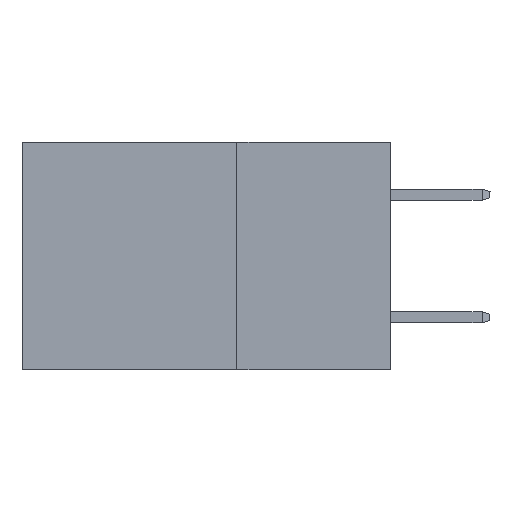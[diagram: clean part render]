
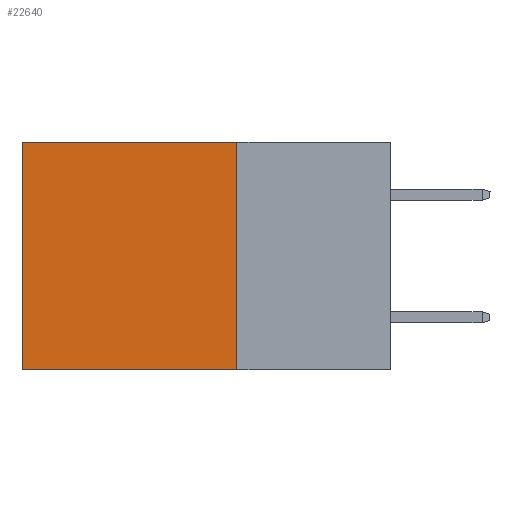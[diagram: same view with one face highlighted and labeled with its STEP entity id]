
A CAD part, left-side view. The second image highlights one B-rep face of the part: STEP entity #22640.
In plain terms, the highlighted planar face has unit normal (-1, 0, 0).
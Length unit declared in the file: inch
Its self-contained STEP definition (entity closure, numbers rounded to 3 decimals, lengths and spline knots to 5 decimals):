
#4550 = EDGE_CURVE ( 'NONE', #18652, #44875, #25025, .T. ) ;
#6240 = AXIS2_PLACEMENT_3D ( 'NONE', #30213, #8814, #33644 ) ;
#8192 = LINE ( 'NONE', #13013, #8762 ) ;
#8232 = VERTEX_POINT ( 'NONE', #32010 ) ;
#8762 = VECTOR ( 'NONE', #37545, 39.37008 ) ;
#8814 = DIRECTION ( 'NONE',  ( 1., 0., 0. ) ) ;
#8954 = DIRECTION ( 'NONE',  ( 0., 0., -1. ) ) ;
#11324 = CARTESIAN_POINT ( 'NONE',  ( 0.2875, 0.6, 0. ) ) ;
#11343 = VERTEX_POINT ( 'NONE', #17281 ) ;
#13013 = CARTESIAN_POINT ( 'NONE',  ( 0.2875, 0.25, -0.37 ) ) ;
#14569 = EDGE_CURVE ( 'NONE', #18652, #11343, #25645, .T. ) ;
#17281 = CARTESIAN_POINT ( 'NONE',  ( 0.2875, 0.25, -0.37 ) ) ;
#17785 = ORIENTED_EDGE ( 'NONE', *, *, #24185, .F. ) ;
#17850 = FACE_OUTER_BOUND ( 'NONE', #33259, .T. ) ;
#18652 = VERTEX_POINT ( 'NONE', #37456 ) ;
#21362 = ORIENTED_EDGE ( 'NONE', *, *, #14569, .F. ) ;
#21538 = DIRECTION ( 'NONE',  ( 0., 1., 0. ) ) ;
#22043 = VECTOR ( 'NONE', #8954, 39.37008 ) ;
#22640 = ADVANCED_FACE ( 'NONE', ( #17850 ), #33355, .F. ) ;
#23266 = CARTESIAN_POINT ( 'NONE',  ( 0.2875, 0.6, 0. ) ) ;
#24185 = EDGE_CURVE ( 'NONE', #11343, #8232, #8192, .T. ) ;
#24755 = VECTOR ( 'NONE', #21538, 39.37008 ) ;
#25025 = LINE ( 'NONE', #42032, #24755 ) ;
#25557 = VECTOR ( 'NONE', #33795, 39.37008 ) ;
#25645 = LINE ( 'NONE', #37221, #25557 ) ;
#28915 = ORIENTED_EDGE ( 'NONE', *, *, #4550, .T. ) ;
#30213 = CARTESIAN_POINT ( 'NONE',  ( 0.2875, 0.25, 0. ) ) ;
#31428 = LINE ( 'NONE', #23266, #22043 ) ;
#32010 = CARTESIAN_POINT ( 'NONE',  ( 0.2875, 0.6, -0.37 ) ) ;
#33259 = EDGE_LOOP ( 'NONE', ( #37019, #17785, #21362, #28915 ) ) ;
#33355 = PLANE ( 'NONE',  #6240 ) ;
#33644 = DIRECTION ( 'NONE',  ( 0., 0., -1. ) ) ;
#33795 = DIRECTION ( 'NONE',  ( 0., 0., -1. ) ) ;
#37019 = ORIENTED_EDGE ( 'NONE', *, *, #45058, .T. ) ;
#37221 = CARTESIAN_POINT ( 'NONE',  ( 0.2875, 0.25, 0. ) ) ;
#37456 = CARTESIAN_POINT ( 'NONE',  ( 0.2875, 0.25, 0. ) ) ;
#37545 = DIRECTION ( 'NONE',  ( 0., 1., 0. ) ) ;
#42032 = CARTESIAN_POINT ( 'NONE',  ( 0.2875, 0.25, 0. ) ) ;
#44875 = VERTEX_POINT ( 'NONE', #11324 ) ;
#45058 = EDGE_CURVE ( 'NONE', #44875, #8232, #31428, .T. ) ;
